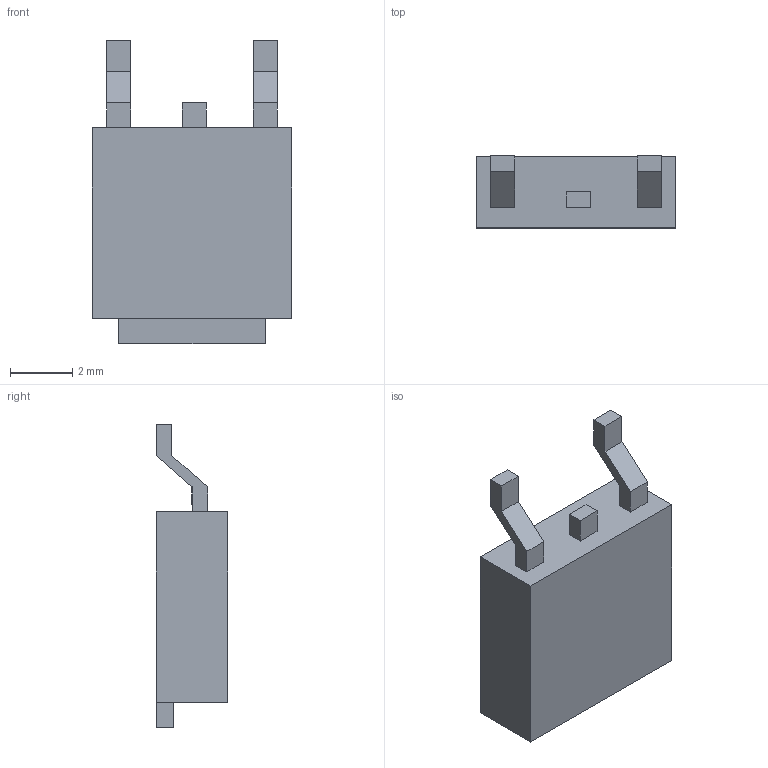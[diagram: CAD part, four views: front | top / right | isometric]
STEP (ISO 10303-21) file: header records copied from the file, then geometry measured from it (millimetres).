
FILE_DESCRIPTION (( 'STEP AP214' ), '1' );
FILE_NAME ('l7805.STEP', '2020-12-15T17:39:46', ( '' ), ( '' ), 'SwSTEP 2.0', 'SolidWorks 2016', '' );
FILE_SCHEMA (( 'AUTOMOTIVE_DESIGN' ));
Length unit declared in the file: millimetre
Products named in the file (2): l7805
Bounding box: 6.4 x 2.3 x 9.72 mm (x, y, z)
Volume: 105.8 mm3; surface area: 212.6 mm2
Topology: 2 solids, 2 shells, 35 faces, 84 edges, 56 vertices
Faces by surface type: plane 35
Entity records: 1122 total; most frequent: CARTESIAN_POINT 177, ORIENTED_EDGE 168, DIRECTION 158, EDGE_CURVE 84, VECTOR 84, LINE 84, VERTEX_POINT 56, EDGE_LOOP 38
